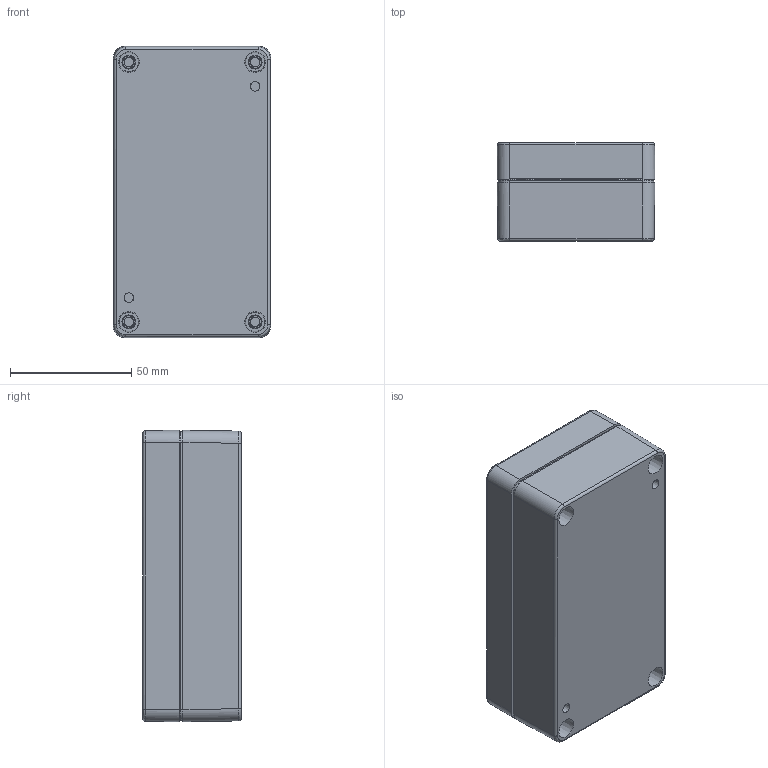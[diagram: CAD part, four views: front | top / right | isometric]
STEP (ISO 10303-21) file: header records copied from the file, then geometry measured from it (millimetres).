
FILE_DESCRIPTION (( 'STEP AP214' ), '1' );
FILE_NAME ('1554C2GY.STEP', '2020-11-05T21:34:23', ( '' ), ( '' ), 'SwSTEP 2.0', 'SolidWorks 2019', '' );
FILE_SCHEMA (( 'AUTOMOTIVE_DESIGN' ));
Length unit declared in the file: inch
Products named in the file (1): 1554C2GY
Bounding box: 65 x 40.5 x 120 mm (x, y, z)
Volume: 97460.2 mm3; surface area: 72596.2 mm2
Topology: 15 solids, 15 shells, 1294 faces, 3352 edges, 2174 vertices
Faces by surface type: bspline 424, plane 342, cylinder 338, cone 190
Full cylindrical faces by diameter (mm): 2 x12, 2.464 x4, 3.251 x4, 3.43 x4, 3.5 x4, 3.81 x12, 3.88 x4, 3.912 x4, 5.334 x4, 5.537 x8, 6.35 x8, 7 x4
Entity records: 50075 total; most frequent: CARTESIAN_POINT 21348, ORIENTED_EDGE 6308, DIRECTION 5002, EDGE_CURVE 3154, VERTEX_POINT 2124, AXIS2_PLACEMENT_3D 1809, EDGE_LOOP 1566, VECTOR 1384
